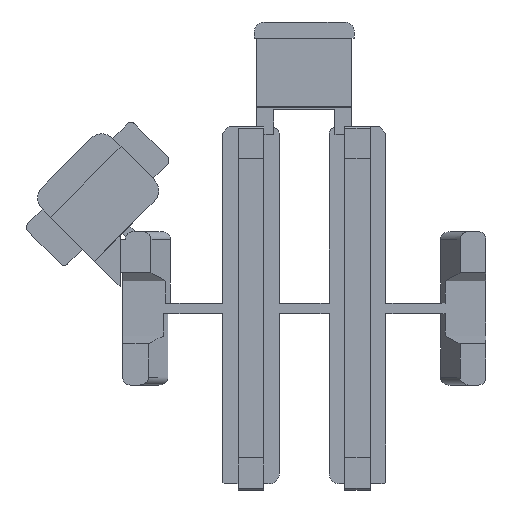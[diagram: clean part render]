
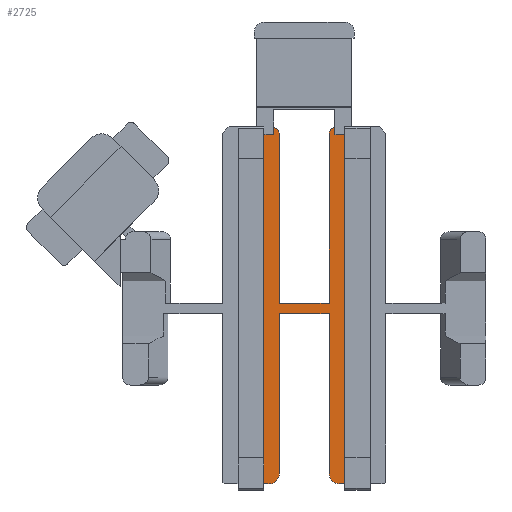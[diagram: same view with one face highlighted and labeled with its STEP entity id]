
A CAD part, top view. The second image highlights one B-rep face of the part: STEP entity #2725.
In plain terms, the highlighted planar face has unit normal (0, 0, 1).
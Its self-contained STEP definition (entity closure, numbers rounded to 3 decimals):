
#59=PLANE('',#2910);
#185=FACE_OUTER_BOUND('',#325,.T.);
#325=EDGE_LOOP('',(#2164,#2165,#2166,#2167,#2168,#2169,#2170,#2171,#2172,
#2173,#2174,#2175,#2176,#2177,#2178,#2179,#2180,#2181));
#588=LINE('',#4146,#950);
#597=LINE('',#4165,#959);
#600=LINE('',#4170,#962);
#601=LINE('',#4172,#963);
#602=LINE('',#4176,#964);
#603=LINE('',#4178,#965);
#604=LINE('',#4180,#966);
#605=LINE('',#4184,#967);
#606=LINE('',#4185,#968);
#607=LINE('',#4187,#969);
#608=LINE('',#4191,#970);
#609=LINE('',#4193,#971);
#610=LINE('',#4194,#972);
#611=LINE('',#4195,#973);
#950=VECTOR('',#3329,10.);
#959=VECTOR('',#3346,10.);
#962=VECTOR('',#3351,10.);
#963=VECTOR('',#3352,10.);
#964=VECTOR('',#3355,10.);
#965=VECTOR('',#3356,10.);
#966=VECTOR('',#3357,10.);
#967=VECTOR('',#3360,10.);
#968=VECTOR('',#3361,10.);
#969=VECTOR('',#3362,10.);
#970=VECTOR('',#3365,10.);
#971=VECTOR('',#3366,10.);
#972=VECTOR('',#3367,10.);
#973=VECTOR('',#3368,10.);
#1172=CIRCLE('',#2908,1.5);
#1173=CIRCLE('',#2911,2.);
#1174=CIRCLE('',#2912,2.);
#1175=CIRCLE('',#2913,1.5);
#1341=VERTEX_POINT('',#4143);
#1342=VERTEX_POINT('',#4145);
#1345=VERTEX_POINT('',#4157);
#1346=VERTEX_POINT('',#4159);
#1347=VERTEX_POINT('',#4163);
#1348=VERTEX_POINT('',#4164);
#1349=VERTEX_POINT('',#4169);
#1350=VERTEX_POINT('',#4171);
#1351=VERTEX_POINT('',#4173);
#1352=VERTEX_POINT('',#4175);
#1353=VERTEX_POINT('',#4177);
#1354=VERTEX_POINT('',#4179);
#1355=VERTEX_POINT('',#4181);
#1356=VERTEX_POINT('',#4183);
#1357=VERTEX_POINT('',#4186);
#1358=VERTEX_POINT('',#4188);
#1359=VERTEX_POINT('',#4190);
#1360=VERTEX_POINT('',#4192);
#1646=EDGE_CURVE('',#1342,#1341,#588,.T.);
#1654=EDGE_CURVE('',#1345,#1346,#1172,.T.);
#1656=EDGE_CURVE('',#1347,#1348,#597,.T.);
#1659=EDGE_CURVE('',#1349,#1341,#600,.T.);
#1660=EDGE_CURVE('',#1349,#1350,#601,.T.);
#1661=EDGE_CURVE('',#1351,#1350,#1173,.T.);
#1662=EDGE_CURVE('',#1352,#1351,#602,.T.);
#1663=EDGE_CURVE('',#1352,#1353,#603,.T.);
#1664=EDGE_CURVE('',#1354,#1353,#604,.T.);
#1665=EDGE_CURVE('',#1355,#1354,#1174,.T.);
#1666=EDGE_CURVE('',#1355,#1356,#605,.T.);
#1667=EDGE_CURVE('',#1347,#1356,#606,.T.);
#1668=EDGE_CURVE('',#1348,#1357,#607,.T.);
#1669=EDGE_CURVE('',#1358,#1357,#1175,.T.);
#1670=EDGE_CURVE('',#1359,#1358,#608,.T.);
#1671=EDGE_CURVE('',#1359,#1360,#609,.T.);
#1672=EDGE_CURVE('',#1346,#1360,#610,.T.);
#1673=EDGE_CURVE('',#1345,#1342,#611,.T.);
#2164=ORIENTED_EDGE('',*,*,#1646,.T.);
#2165=ORIENTED_EDGE('',*,*,#1659,.F.);
#2166=ORIENTED_EDGE('',*,*,#1660,.T.);
#2167=ORIENTED_EDGE('',*,*,#1661,.F.);
#2168=ORIENTED_EDGE('',*,*,#1662,.F.);
#2169=ORIENTED_EDGE('',*,*,#1663,.T.);
#2170=ORIENTED_EDGE('',*,*,#1664,.F.);
#2171=ORIENTED_EDGE('',*,*,#1665,.F.);
#2172=ORIENTED_EDGE('',*,*,#1666,.T.);
#2173=ORIENTED_EDGE('',*,*,#1667,.F.);
#2174=ORIENTED_EDGE('',*,*,#1656,.T.);
#2175=ORIENTED_EDGE('',*,*,#1668,.T.);
#2176=ORIENTED_EDGE('',*,*,#1669,.F.);
#2177=ORIENTED_EDGE('',*,*,#1670,.F.);
#2178=ORIENTED_EDGE('',*,*,#1671,.T.);
#2179=ORIENTED_EDGE('',*,*,#1672,.F.);
#2180=ORIENTED_EDGE('',*,*,#1654,.F.);
#2181=ORIENTED_EDGE('',*,*,#1673,.T.);
#2725=ADVANCED_FACE('',(#185),#59,.T.);
#2908=AXIS2_PLACEMENT_3D('',#4160,#3341,#3342);
#2910=AXIS2_PLACEMENT_3D('',#4168,#3349,#3350);
#2911=AXIS2_PLACEMENT_3D('',#4174,#3353,#3354);
#2912=AXIS2_PLACEMENT_3D('',#4182,#3358,#3359);
#2913=AXIS2_PLACEMENT_3D('',#4189,#3363,#3364);
#3329=DIRECTION('',(-1.,0.,0.));
#3341=DIRECTION('center_axis',(0.,0.,
-1.));
#3342=DIRECTION('ref_axis',(0.707,0.707,0.));
#3346=DIRECTION('',(-1.,0.,0.));
#3349=DIRECTION('center_axis',(0.,0.,
1.));
#3350=DIRECTION('ref_axis',(1.,0.,0.));
#3351=DIRECTION('',(0.,1.,0.));
#3352=DIRECTION('',(1.,0.,0.));
#3353=DIRECTION('center_axis',(0.,0.,
-1.));
#3354=DIRECTION('ref_axis',(1.,0.,0.));
#3355=DIRECTION('',(0.,-1.,0.));
#3356=DIRECTION('',(1.,0.,0.));
#3357=DIRECTION('',(0.,1.,0.));
#3358=DIRECTION('center_axis',(0.,0.,
-1.));
#3359=DIRECTION('ref_axis',(-1.,0.,0.));
#3360=DIRECTION('',(1.,0.,0.));
#3361=DIRECTION('',(0.,-1.,0.));
#3362=DIRECTION('',(0.,1.,0.));
#3363=DIRECTION('center_axis',(0.,0.,
-1.));
#3364=DIRECTION('ref_axis',(-0.707,0.707,0.));
#3365=DIRECTION('',(0.,1.,0.));
#3366=DIRECTION('',(-1.,0.,0.));
#3367=DIRECTION('',(0.,-1.,0.));
#3368=DIRECTION('',(0.,-1.,0.));
#4143=CARTESIAN_POINT('',(-7.848,33.686,138.9));
#4145=CARTESIAN_POINT('',(-5.971,33.686,138.9));
#4146=CARTESIAN_POINT('',(-3.896,33.686,138.9));
#4157=CARTESIAN_POINT('',(-5.971,35.138,138.9));
#4159=CARTESIAN_POINT('',(-4.848,33.686,138.9));
#4160=CARTESIAN_POINT('Origin',(-6.348,33.686,138.9));
#4163=CARTESIAN_POINT('',(7.806,33.686,138.9));
#4164=CARTESIAN_POINT('',(5.929,33.686,138.9));
#4165=CARTESIAN_POINT('',(4.843,33.686,138.9));
#4168=CARTESIAN_POINT('Origin',(-0.021,-0.514,138.9));
#4169=CARTESIAN_POINT('',(-7.848,-34.025,138.9));
#4170=CARTESIAN_POINT('',(-7.848,24.242,138.9));
#4171=CARTESIAN_POINT('',(-6.848,-34.025,138.9));
#4172=CARTESIAN_POINT('',(0.238,-34.025,138.9));
#4173=CARTESIAN_POINT('',(-4.848,-32.025,138.9));
#4174=CARTESIAN_POINT('Origin',(-6.848,-32.025,138.9));
#4175=CARTESIAN_POINT('',(-4.848,-1.014,138.9));
#4176=CARTESIAN_POINT('',(-4.848,-11.886,138.9));
#4177=CARTESIAN_POINT('',(4.806,-1.014,138.9));
#4178=CARTESIAN_POINT('',(-0.021,-1.014,138.9));
#4179=CARTESIAN_POINT('',(4.806,-32.025,138.9));
#4180=CARTESIAN_POINT('',(4.806,0.114,138.9));
#4181=CARTESIAN_POINT('',(6.806,-34.025,138.9));
#4182=CARTESIAN_POINT('Origin',(6.806,-32.025,138.9));
#4183=CARTESIAN_POINT('',(7.806,-34.025,138.9));
#4184=CARTESIAN_POINT('',(0.238,-34.025,138.9));
#4185=CARTESIAN_POINT('',(7.806,-23.758,138.9));
#4186=CARTESIAN_POINT('',(5.929,35.138,138.9));
#4187=CARTESIAN_POINT('',(5.929,17.586,138.9));
#4188=CARTESIAN_POINT('',(4.806,33.686,138.9));
#4189=CARTESIAN_POINT('Origin',(6.306,33.686,138.9));
#4190=CARTESIAN_POINT('',(4.806,0.986,138.9));
#4191=CARTESIAN_POINT('',(4.806,12.114,138.9));
#4192=CARTESIAN_POINT('',(-4.848,0.986,138.9));
#4193=CARTESIAN_POINT('',(-0.021,0.986,138.9));
#4194=CARTESIAN_POINT('',(-4.848,0.114,138.9));
#4195=CARTESIAN_POINT('',(-5.971,17.586,138.9));
